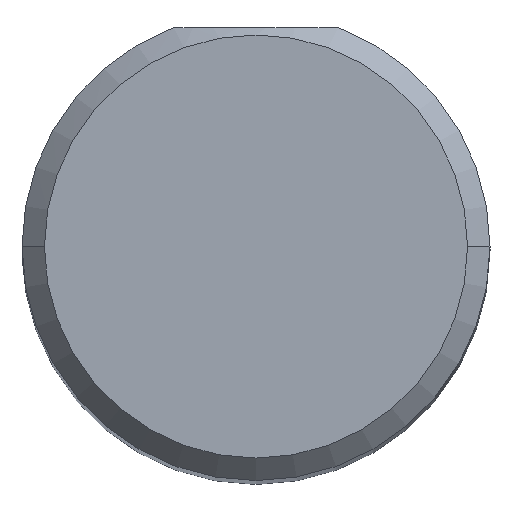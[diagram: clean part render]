
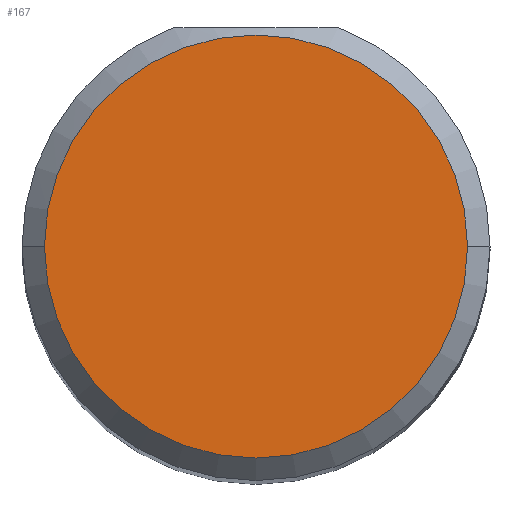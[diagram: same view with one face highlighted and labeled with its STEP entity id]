
A CAD part, top view. The second image highlights one B-rep face of the part: STEP entity #167.
In plain terms, the highlighted planar face has unit normal (0, 0, 1).
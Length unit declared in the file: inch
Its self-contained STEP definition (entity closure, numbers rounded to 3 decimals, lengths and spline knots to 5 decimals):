
#59 = AXIS2_PLACEMENT_3D ( 'NONE', #304, #92, #222 ) ;
#92 = DIRECTION ( 'NONE',  ( 0., 0., -1. ) ) ;
#123 = CIRCLE ( 'NONE', #381, 0.14125 ) ;
#127 = EDGE_LOOP ( 'NONE', ( #456, #388 ) ) ;
#136 = DIRECTION ( 'NONE',  ( -1., 0., 0. ) ) ;
#138 = CARTESIAN_POINT ( 'NONE',  ( 0.48375, 0., 2.5 ) ) ;
#141 = DIRECTION ( 'NONE',  ( -1., 0., 0. ) ) ;
#148 = EDGE_CURVE ( 'NONE', #244, #521, #238, .T. ) ;
#167 = ADVANCED_FACE ( 'NONE', ( #393 ), #566, .T. ) ;
#216 = EDGE_CURVE ( 'NONE', #521, #244, #123, .T. ) ;
#222 = DIRECTION ( 'NONE',  ( -1., 0., 0. ) ) ;
#225 = CARTESIAN_POINT ( 'NONE',  ( 0.625, 0., 2.5 ) ) ;
#238 = CIRCLE ( 'NONE', #59, 0.14125 ) ;
#244 = VERTEX_POINT ( 'NONE', #364 ) ;
#304 = CARTESIAN_POINT ( 'NONE',  ( 0.625, 0., 2.5 ) ) ;
#324 = AXIS2_PLACEMENT_3D ( 'NONE', #530, #528, #136 ) ;
#359 = DIRECTION ( 'NONE',  ( 0., 0., -1. ) ) ;
#364 = CARTESIAN_POINT ( 'NONE',  ( 0.76625, 0., 2.5 ) ) ;
#381 = AXIS2_PLACEMENT_3D ( 'NONE', #225, #359, #141 ) ;
#388 = ORIENTED_EDGE ( 'NONE', *, *, #216, .F. ) ;
#393 = FACE_OUTER_BOUND ( 'NONE', #127, .T. ) ;
#456 = ORIENTED_EDGE ( 'NONE', *, *, #148, .F. ) ;
#521 = VERTEX_POINT ( 'NONE', #138 ) ;
#528 = DIRECTION ( 'NONE',  ( 0., 0., 1. ) ) ;
#530 = CARTESIAN_POINT ( 'NONE',  ( 0.625, 0., 2.5 ) ) ;
#566 = PLANE ( 'NONE',  #324 ) ;
